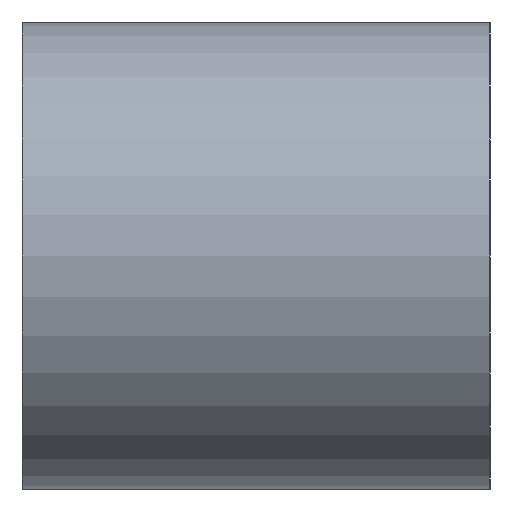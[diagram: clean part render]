
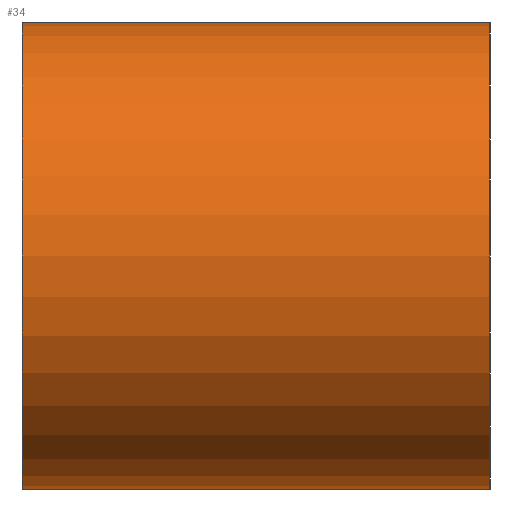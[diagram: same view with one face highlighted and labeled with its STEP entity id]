
A CAD part, left-side view. The second image highlights one B-rep face of the part: STEP entity #34.
In plain terms, the highlighted cylindrical face has radius 1.5 mm (diameter 3 mm), a partial arc.
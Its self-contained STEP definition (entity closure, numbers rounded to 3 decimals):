
#34 = ADVANCED_FACE( '', ( #65 ), #66, .T. );
#65 = FACE_OUTER_BOUND( '', #90, .T. );
#66 = CYLINDRICAL_SURFACE( '', #91, 1.5 );
#90 = EDGE_LOOP( '', ( #119, #120, #121, #122 ) );
#91 = AXIS2_PLACEMENT_3D( '', #123, #124, #125 );
#119 = ORIENTED_EDGE( '', *, *, #160, .T. );
#120 = ORIENTED_EDGE( '', *, *, #161, .F. );
#121 = ORIENTED_EDGE( '', *, *, #162, .F. );
#122 = ORIENTED_EDGE( '', *, *, #152, .T. );
#123 = CARTESIAN_POINT( '', ( -9.5, 1.5, 0. ) );
#124 = DIRECTION( '', ( 0., 1., 0. ) );
#125 = DIRECTION( '', ( 0., 0., -1. ) );
#152 = EDGE_CURVE( '', #172, #170, #173, .T. );
#160 = EDGE_CURVE( '', #170, #184, #185, .T. );
#161 = EDGE_CURVE( '', #186, #184, #187, .T. );
#162 = EDGE_CURVE( '', #172, #186, #188, .T. );
#170 = VERTEX_POINT( '', #196 );
#172 = VERTEX_POINT( '', #199 );
#173 = LINE( '', #200, #201 );
#184 = VERTEX_POINT( '', #215 );
#185 = CIRCLE( '', #216, 1.5 );
#186 = VERTEX_POINT( '', #217 );
#187 = LINE( '', #218, #219 );
#188 = CIRCLE( '', #220, 1.5 );
#196 = CARTESIAN_POINT( '', ( -9.5, -1.5, -1.5 ) );
#199 = CARTESIAN_POINT( '', ( -9.5, 1.5, -1.5 ) );
#200 = CARTESIAN_POINT( '', ( -9.5, 1.5, -1.5 ) );
#201 = VECTOR( '', #229, 1000. );
#215 = CARTESIAN_POINT( '', ( -9.5, -1.5, 1.5 ) );
#216 = AXIS2_PLACEMENT_3D( '', #239, #240, #241 );
#217 = CARTESIAN_POINT( '', ( -9.5, 1.5, 1.5 ) );
#218 = CARTESIAN_POINT( '', ( -9.5, 1.5, 1.5 ) );
#219 = VECTOR( '', #242, 1000. );
#220 = AXIS2_PLACEMENT_3D( '', #243, #244, #245 );
#229 = DIRECTION( '', ( 0., -1., 0. ) );
#239 = CARTESIAN_POINT( '', ( -9.5, -1.5, 0. ) );
#240 = DIRECTION( '', ( 0., 1., 0. ) );
#241 = DIRECTION( '', ( 1., 0., 0. ) );
#242 = DIRECTION( '', ( 0., -1., 0. ) );
#243 = CARTESIAN_POINT( '', ( -9.5, 1.5, 0. ) );
#244 = DIRECTION( '', ( 0., 1., 0. ) );
#245 = DIRECTION( '', ( 1., 0., 0. ) );
